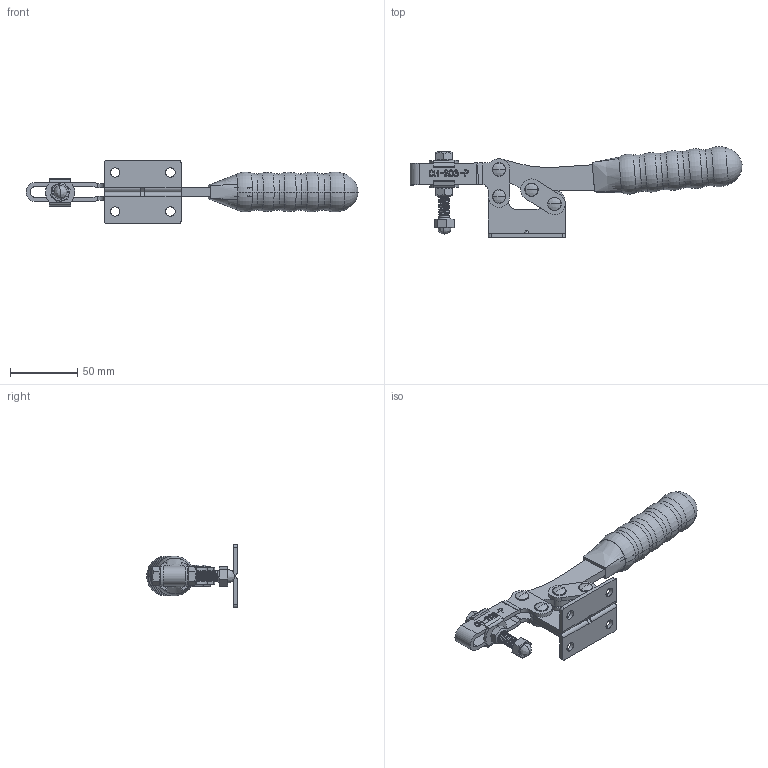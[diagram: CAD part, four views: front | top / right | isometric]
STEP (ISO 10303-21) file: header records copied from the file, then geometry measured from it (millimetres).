
FILE_DESCRIPTION (( 'STEP AP203' ), '1' );
FILE_NAME ('CH-203-P.STEP', '2015-08-03T06:41:23', ( '微软用户' ), ( '微软中国' ), 'SwSTEP 2.0', 'SolidWorks 2012', '' );
FILE_SCHEMA (( 'CONFIG_CONTROL_DESIGN' ));
Length unit declared in the file: millimetre
Products named in the file (11): CH-203-P; 203-F-04; 02; 203-P-07; 203-P-03; 085012; 56212-02; FW516; 225-D-06; 203-P-02; 203-P-01
Assembly tree (16 placements, depth 3):
  CH-203-P
    203-P-01
    203-P-02
    225-D-06  x4
    FW516  x2
    56212-02  x2
    085012
    02
      203-P-03
      203-P-07
    203-F-04  x2
Bounding box: 246.43 x 67.36 x 47 mm (x, y, z)
Volume: 105485.2 mm3; surface area: 53283.6 mm2
Topology: 16 solids, 18 shells, 809 faces, 2124 edges, 1380 vertices
Faces by surface type: plane 285, cylinder 236, bspline 184, torus 62, cone 34, sphere 8
Entity records: 33538 total; most frequent: CARTESIAN_POINT 16679, ORIENTED_EDGE 3650, DIRECTION 2585, EDGE_CURVE 1825, VERTEX_POINT 1200, VECTOR 949, LINE 949, AXIS2_PLACEMENT_3D 818
